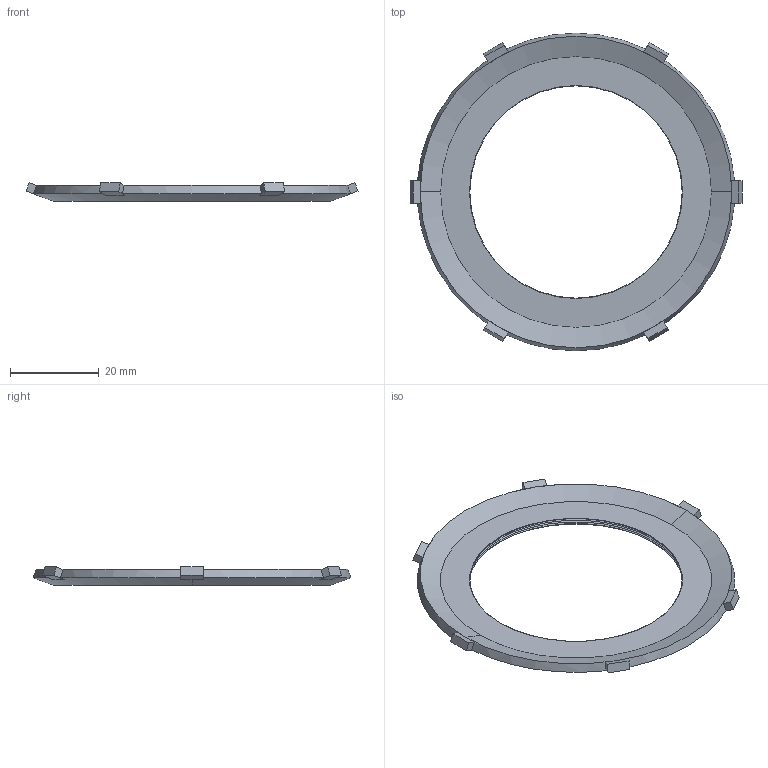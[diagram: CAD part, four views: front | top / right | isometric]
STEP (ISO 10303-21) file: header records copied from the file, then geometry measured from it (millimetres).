
FILE_DESCRIPTION (( 'STEP AP203' ), '1' );
FILE_NAME ('NN-36-ST.STEP', '2010-05-28T14:17:29', ( 'Owner' ), ( '' ), 'SwSTEP 2.0', 'SolidWorks 2008', '' );
FILE_SCHEMA (( 'CONFIG_CONTROL_DESIGN' ));
Length unit declared in the file: inch
Products named in the file (1): NN-36-ST
Bounding box: 74.85 x 71.63 x 4.14 mm (x, y, z)
Volume: 4284.2 mm3; surface area: 5516.4 mm2
Topology: 1 solids, 1 shells, 72 faces, 178 edges, 108 vertices
Faces by surface type: plane 44, cone 26, torus 2
Entity records: 2227 total; most frequent: CARTESIAN_POINT 527, ORIENTED_EDGE 356, DIRECTION 314, EDGE_CURVE 178, AXIS2_PLACEMENT_3D 111, VERTEX_POINT 108, VECTOR 92, LINE 92
